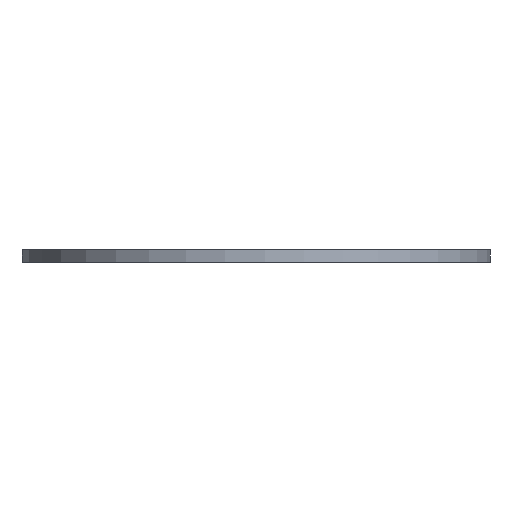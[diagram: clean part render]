
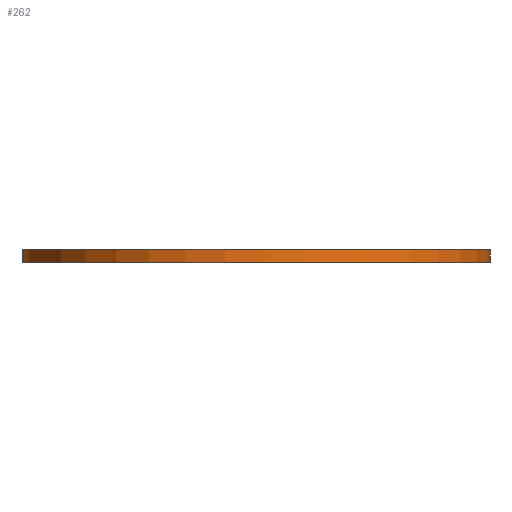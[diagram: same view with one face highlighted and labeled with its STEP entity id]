
A CAD part, left-side view. The second image highlights one B-rep face of the part: STEP entity #262.
In plain terms, the highlighted cylindrical face has radius 29 mm (diameter 58 mm), a partial arc.
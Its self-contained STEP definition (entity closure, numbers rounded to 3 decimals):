
#36=FACE_OUTER_BOUND('',#52,.T.);
#52=EDGE_LOOP('',(#237,#238,#239,#240));
#67=LINE('',#453,#87);
#72=LINE('',#462,#92);
#87=VECTOR('',#373,10.);
#92=VECTOR('',#386,10.);
#95=CIRCLE('',#282,29.);
#105=CIRCLE('',#297,29.);
#115=VERTEX_POINT('',#406);
#116=VERTEX_POINT('',#407);
#127=VERTEX_POINT('',#440);
#128=VERTEX_POINT('',#441);
#140=EDGE_CURVE('',#115,#116,#95,.T.);
#157=EDGE_CURVE('',#127,#128,#105,.T.);
#163=EDGE_CURVE('',#127,#115,#67,.T.);
#168=EDGE_CURVE('',#128,#116,#72,.T.);
#237=ORIENTED_EDGE('',*,*,#157,.T.);
#238=ORIENTED_EDGE('',*,*,#168,.T.);
#239=ORIENTED_EDGE('',*,*,#140,.F.);
#240=ORIENTED_EDGE('',*,*,#163,.F.);
#248=CYLINDRICAL_SURFACE('',#306,29.);
#262=ADVANCED_FACE('',(#36),#248,.T.);
#282=AXIS2_PLACEMENT_3D('',#408,#324,#325);
#297=AXIS2_PLACEMENT_3D('',#442,#361,#362);
#306=AXIS2_PLACEMENT_3D('',#463,#387,#388);
#324=DIRECTION('center_axis',(0.,0.,1.));
#325=DIRECTION('ref_axis',(0.417,0.909,0.));
#361=DIRECTION('center_axis',(0.,0.,1.));
#362=DIRECTION('ref_axis',(0.417,0.909,0.));
#373=DIRECTION('',(0.,0.,1.));
#386=DIRECTION('',(0.,0.,1.));
#387=DIRECTION('center_axis',(0.,0.,1.));
#388=DIRECTION('ref_axis',(-0.977,0.214,0.));
#406=CARTESIAN_POINT('',(40.102,54.354,15.847));
#407=CARTESIAN_POINT('',(28.,-1.,15.847));
#408=CARTESIAN_POINT('Origin',(28.,28.,15.847));
#440=CARTESIAN_POINT('',(40.102,54.354,14.348));
#441=CARTESIAN_POINT('',(28.,-1.,14.348));
#442=CARTESIAN_POINT('Origin',(28.,28.,14.348));
#453=CARTESIAN_POINT('',(40.102,54.354,14.348));
#462=CARTESIAN_POINT('',(28.,-1.,14.348));
#463=CARTESIAN_POINT('Origin',(28.,28.,14.348));
